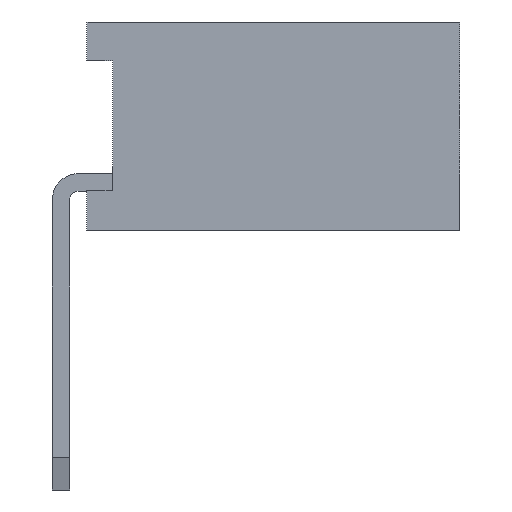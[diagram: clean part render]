
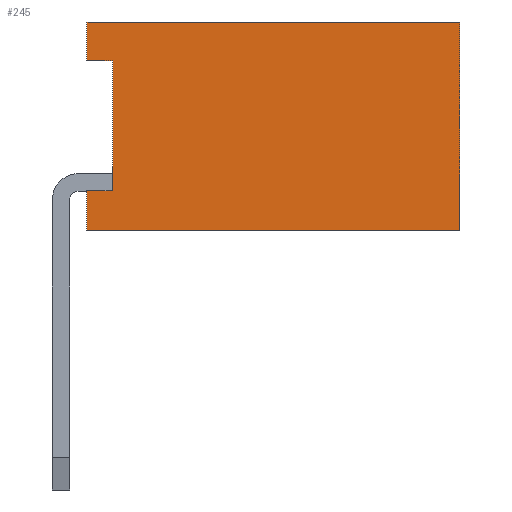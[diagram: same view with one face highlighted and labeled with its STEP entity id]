
A CAD part, left-side view. The second image highlights one B-rep face of the part: STEP entity #245.
In plain terms, the highlighted planar face has unit normal (-1, 0, 0).
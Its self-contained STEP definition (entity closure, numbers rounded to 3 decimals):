
#245=ADVANCED_FACE('',(#7339),#7341,.T.);
#7339=FACE_BOUND('',#7340,.T.);
#7340=EDGE_LOOP('',(#12989,#12990,#12991,#12992,#12993,#12994,#12995,#12996));
#7341=PLANE('',#7342);
#7342=AXIS2_PLACEMENT_3D('',#7343,#7344,#7345);
#7343=CARTESIAN_POINT('',(-1.,-4.6,0.));
#7344=DIRECTION('',(-1.,0.,0.));
#7345=DIRECTION('',(0.,0.,1.));
#12989=ORIENTED_EDGE('',*,*,#17213,.T.);
#12990=ORIENTED_EDGE('',*,*,#17273,.T.);
#12991=ORIENTED_EDGE('',*,*,#17158,.T.);
#12992=ORIENTED_EDGE('',*,*,#17272,.F.);
#12993=ORIENTED_EDGE('',*,*,#17274,.F.);
#12994=ORIENTED_EDGE('',*,*,#17275,.T.);
#12995=ORIENTED_EDGE('',*,*,#17276,.T.);
#12996=ORIENTED_EDGE('',*,*,#17267,.F.);
#17158=EDGE_CURVE('',#19308,#19305,#19309,.F.);
#17213=EDGE_CURVE('',#19418,#19416,#19419,.F.);
#17267=EDGE_CURVE('',#19418,#19519,#19520,.T.);
#17272=EDGE_CURVE('',#19526,#19305,#19528,.T.);
#17273=EDGE_CURVE('',#19416,#19308,#19529,.T.);
#17274=EDGE_CURVE('',#19530,#19526,#19531,.T.);
#17275=EDGE_CURVE('',#19530,#19532,#19533,.T.);
#17276=EDGE_CURVE('',#19532,#19519,#19534,.T.);
#19305=VERTEX_POINT('',#22837);
#19308=VERTEX_POINT('',#22842);
#19309=LINE('',#22843,#22844);
#19416=VERTEX_POINT('',#23058);
#19418=VERTEX_POINT('',#23062);
#19419=LINE('',#23063,#23064);
#19519=VERTEX_POINT('',#23271);
#19520=LINE('',#23272,#23273);
#19526=VERTEX_POINT('',#23286);
#19528=LINE('',#23290,#23291);
#19529=LINE('',#23293,#23294);
#19530=VERTEX_POINT('',#23296);
#19531=LINE('',#23297,#23298);
#19532=VERTEX_POINT('',#23300);
#19533=LINE('',#23301,#23302);
#19534=LINE('',#23304,#23305);
#22837=CARTESIAN_POINT('',(-1.,-0.3,0.45));
#22842=CARTESIAN_POINT('',(-1.,-0.6,0.45));
#22843=CARTESIAN_POINT('',(-1.,-0.3,0.45));
#22844=VECTOR('',#22845,1.);
#22845=DIRECTION('',(0.,-1.,0.));
#23058=CARTESIAN_POINT('',(-1.,-0.6,1.95));
#23062=CARTESIAN_POINT('',(-1.,-0.3,1.95));
#23063=CARTESIAN_POINT('',(-1.,-0.6,1.95));
#23064=VECTOR('',#23065,1.);
#23065=DIRECTION('',(0.,1.,0.));
#23271=CARTESIAN_POINT('',(-1.,-0.3,2.4));
#23272=CARTESIAN_POINT('',(-1.,-0.3,1.95));
#23273=VECTOR('',#23274,1.);
#23274=DIRECTION('',(0.,0.,1.));
#23286=CARTESIAN_POINT('',(-1.,-0.3,0.));
#23290=CARTESIAN_POINT('',(-1.,-0.3,0.));
#23291=VECTOR('',#23292,1.);
#23292=DIRECTION('',(0.,0.,1.));
#23293=CARTESIAN_POINT('',(-1.,-0.6,1.95));
#23294=VECTOR('',#23295,1.);
#23295=DIRECTION('',(0.,0.,-1.));
#23296=CARTESIAN_POINT('',(-1.,-4.6,0.));
#23297=CARTESIAN_POINT('',(-1.,-4.6,0.));
#23298=VECTOR('',#23299,1.);
#23299=DIRECTION('',(0.,1.,0.));
#23300=CARTESIAN_POINT('',(-1.,-4.6,2.4));
#23301=CARTESIAN_POINT('',(-1.,-4.6,0.));
#23302=VECTOR('',#23303,1.);
#23303=DIRECTION('',(0.,0.,1.));
#23304=CARTESIAN_POINT('',(-1.,-4.6,2.4));
#23305=VECTOR('',#23306,1.);
#23306=DIRECTION('',(0.,1.,0.));
